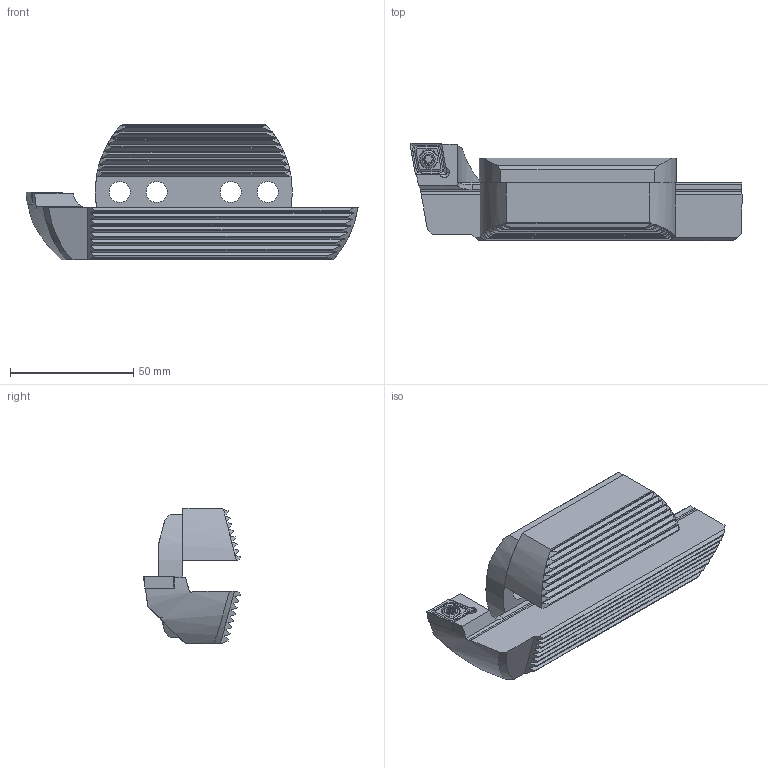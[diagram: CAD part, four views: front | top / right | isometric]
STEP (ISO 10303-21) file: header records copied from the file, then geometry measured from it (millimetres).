
FILE_DESCRIPTION (( 'STEP AP203' ), '1' );
FILE_NAME ('F00.WCC.136.000.STEP', '2018-02-28T10:30:09', ( 'SWIAdmin' ), ( 'Hewlett-Packard Company' ), 'SwSTEP 2.0', 'SolidWorks 2017', '' );
FILE_SCHEMA (( 'CONFIG_CONTROL_DESIGN' ));
Length unit declared in the file: millimetre
Products named in the file (7): F00.WCC.136.000; F00-WCC.136.001_C; WCC-ER2.001.010_A; CCMT120404; F00-WCC.136.001; F00-WCB.136.002_A; F00-WCB.136.003_A
Assembly tree (6 placements, depth 3):
  F00.WCC.136.000
    F00-WCC.136.001
      F00-WCC.136.001_C
      WCC-ER2.001.010_A
      CCMT120404
    F00-WCB.136.002_A
    F00-WCB.136.003_A
Bounding box: 134.58 x 39.4 x 55 mm (x, y, z)
Volume: 117487.6 mm3; surface area: 32183.6 mm2
Topology: 5 solids, 5 shells, 632 faces, 1611 edges, 1053 vertices
Faces by surface type: plane 382, bspline 146, cylinder 68, cone 28, torus 8
Entity records: 27353 total; most frequent: CARTESIAN_POINT 12622, ORIENTED_EDGE 3202, DIRECTION 2256, EDGE_CURVE 1601, VERTEX_POINT 1053, LINE 1022, VECTOR 1022, EDGE_LOOP 718
